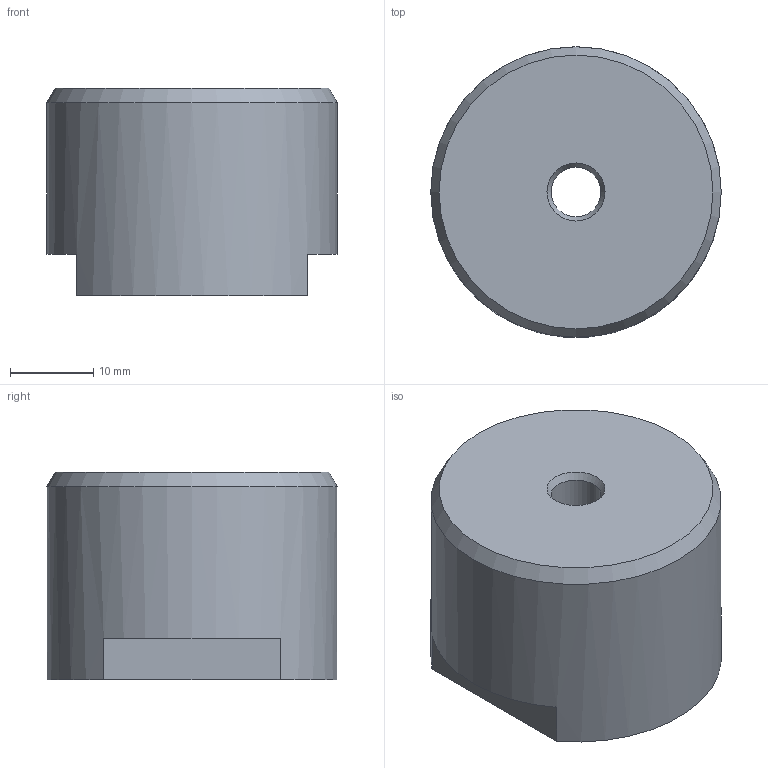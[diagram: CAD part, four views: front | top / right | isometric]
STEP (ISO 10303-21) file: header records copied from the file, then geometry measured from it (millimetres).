
FILE_DESCRIPTION(/* description */ (''),/* implementation_level */ '2;1');
FILE_NAME(/* name */ 'Pion centrage v1.step',/* time_stamp */ '2024-09-02T11:53:59+02:00',/* author */ (''),/* organization */ (''),/* preprocessor_version */ 'ST-DEVELOPER v20',/* originating_system */ 'Autodesk Translation Framework v13.14.0.145',/* authorisation */ '');
FILE_SCHEMA (('AUTOMOTIVE_DESIGN { 1 0 10303 214 3 1 1 }'));
Length unit declared in the file: millimetre
Products named in the file (1): Pion centrage
Bounding box: 35 x 35 x 25 mm (x, y, z)
Volume: 22672.4 mm3; surface area: 4996.7 mm2
Topology: 1 solids, 1 shells, 12 faces, 29 edges, 19 vertices
Faces by surface type: plane 6, cone 3, cylinder 3
Full cylindrical faces by diameter (mm): 6 x1, 6.6 x1, 35 x1
Entity records: 397 total; most frequent: DIRECTION 70, CARTESIAN_POINT 61, ORIENTED_EDGE 58, EDGE_CURVE 29, AXIS2_PLACEMENT_3D 28, VERTEX_POINT 19, CIRCLE 15, EDGE_LOOP 14
